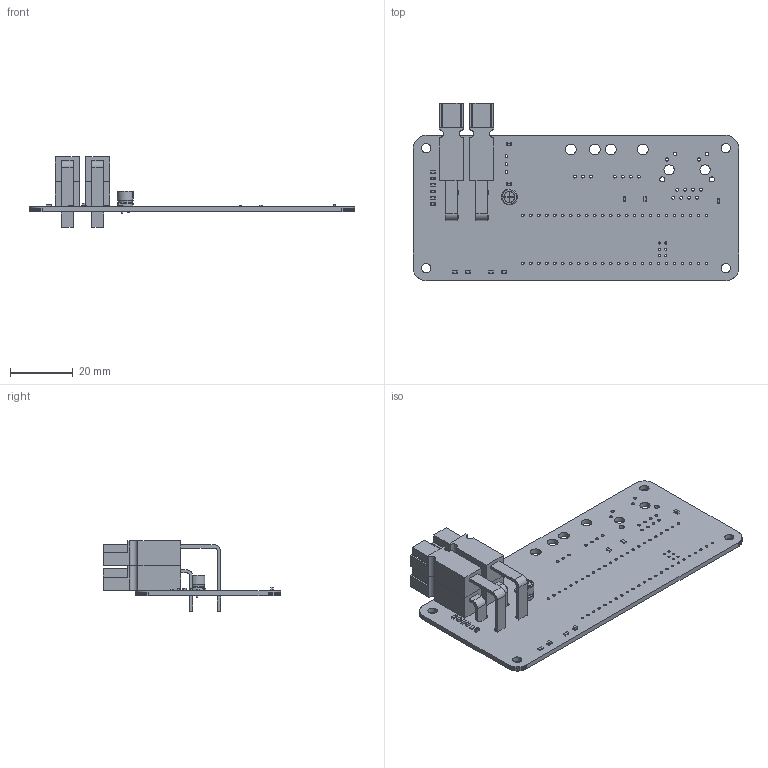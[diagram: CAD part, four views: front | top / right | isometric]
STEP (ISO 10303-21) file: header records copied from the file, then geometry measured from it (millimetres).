
FILE_DESCRIPTION(('KiCad electronic assembly'),'2;1');
FILE_NAME('RotatingSignalStack_board.step','2024-03-26T19:13:01',( 'Pcbnew'),('Kicad'),'Open CASCADE STEP processor 7.6', 'KiCad to STEP converter','Unknown');
FILE_SCHEMA(('AUTOMOTIVE_DESIGN { 1 0 10303 214 1 1 1 1 }'));
Length unit declared in the file: millimetre
Products named in the file (14): RotatingSignalStack_board 1; C_0603_1608Metric; SOLID; R_0603_1608Metric; Anderson_2_Horisontal_Stacked; COMPOUND; CP_Radial_D5.0mm_P2.00mm; LED_0603_1608Metric; D_0603_1608Metric; RotatingSignalStack_board PCB
Assembly tree (25 placements, depth 3):
  RotatingSignalStack_board 1
    C_0603_1608Metric  x5
      SOLID
    R_0603_1608Metric  x6
      SOLID
    Anderson_2_Horisontal_Stacked  x2
      COMPOUND
    CP_Radial_D5.0mm_P2.00mm
      SOLID
    LED_0603_1608Metric  x2
      SOLID
    D_0603_1608Metric  x2
      SOLID
    RotatingSignalStack_board PCB
Bounding box: 103.38 x 56.48 x 22.35 mm (x, y, z)
Volume: 12511.6 mm3; surface area: 15542.5 mm2
Topology: 21 solids, 22 shells, 955 faces, 2607 edges, 1720 vertices
Faces by surface type: plane 671, cylinder 271, bspline 6, revolution 5, torus 2
Full cylindrical faces by diameter (mm): 0.5 x2, 0.7 x6, 0.8 x50, 0.889 x3, 0.9 x15, 1.02 x4, 1.6 x2, 2.946 x4, 3.25 x2, 3.45 x4
Entity records: 42773 total; most frequent: CARTESIAN_POINT 9315, DIRECTION 5833, LINE 3972, VECTOR 3972, ORIENTED_EDGE 3116, PCURVE 3116, DEFINITIONAL_REPRESENTATION 3116, EDGE_CURVE 1558
